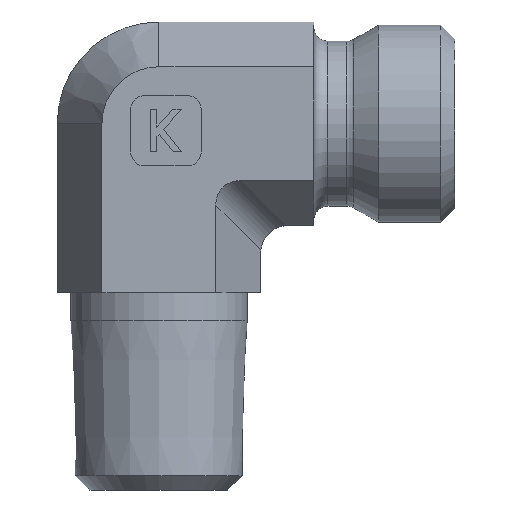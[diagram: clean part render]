
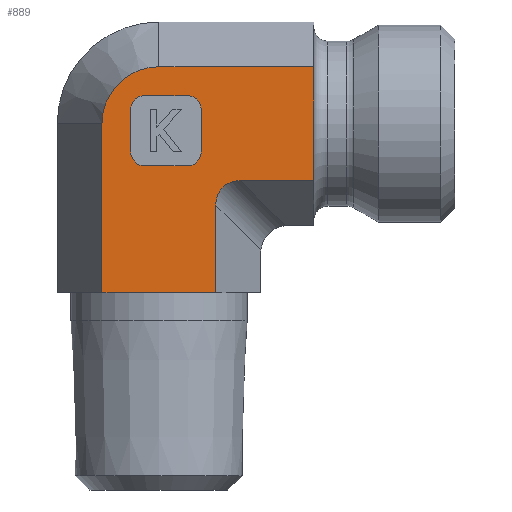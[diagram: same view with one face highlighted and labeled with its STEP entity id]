
A CAD part, left-side view. The second image highlights one B-rep face of the part: STEP entity #889.
In plain terms, the highlighted planar face has unit normal (-1, 0, 0).
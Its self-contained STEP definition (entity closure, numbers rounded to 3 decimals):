
#685=CARTESIAN_POINT('',(-26.485,-1.456,7.959));
#686=VERTEX_POINT('',#685);
#687=CARTESIAN_POINT('',(-26.485,-1.456,16.041));
#688=VERTEX_POINT('',#687);
#689=CARTESIAN_POINT('',(-26.485,-1.456,7.959));
#690=DIRECTION('',(0.0,0.0,1.0));
#691=VECTOR('',#690,8.083);
#692=LINE('',#689,#691);
#693=EDGE_CURVE('',#686,#688,#692,.T.);
#755=CARTESIAN_POINT('',(-26.485,5.502,0.0));
#756=DIRECTION('',(-1.0,0.0,0.0));
#757=DIRECTION('',(0.0,0.0,1.0));
#758=AXIS2_PLACEMENT_3D('',#755,#756,#757);
#759=PLANE('',#758);
#760=ORIENTED_EDGE('',*,*,#693,.T.);
#761=CARTESIAN_POINT('',(-26.485,9.544,16.041));
#762=VERTEX_POINT('',#761);
#763=CARTESIAN_POINT('',(-26.485,9.544,16.041));
#764=DIRECTION('',(0.0,-1.0,0.0));
#765=VECTOR('',#764,11.0);
#766=LINE('',#763,#765);
#767=EDGE_CURVE('',#762,#688,#766,.T.);
#768=ORIENTED_EDGE('',*,*,#767,.F.);
#769=CARTESIAN_POINT('',(-26.485,13.585,12.));
#770=VERTEX_POINT('',#769);
#771=CARTESIAN_POINT('',(-26.485,9.544,12.));
#772=DIRECTION('',(-1.0,0.0,0.0));
#773=DIRECTION('',(0.0,0.0,1.0));
#774=AXIS2_PLACEMENT_3D('',#771,#772,#773);
#775=CIRCLE('',#774,4.041);
#776=EDGE_CURVE('',#762,#770,#775,.T.);
#777=ORIENTED_EDGE('',*,*,#776,.T.);
#778=CARTESIAN_POINT('',(-26.485,13.585,0.0));
#779=VERTEX_POINT('',#778);
#780=CARTESIAN_POINT('',(-26.485,13.585,0.0));
#781=DIRECTION('',(0.0,0.0,1.0));
#782=VECTOR('',#781,12.);
#783=LINE('',#780,#782);
#784=EDGE_CURVE('',#779,#770,#783,.T.);
#785=ORIENTED_EDGE('',*,*,#784,.F.);
#786=CARTESIAN_POINT('',(-26.485,5.502,0.0));
#787=VERTEX_POINT('',#786);
#788=CARTESIAN_POINT('',(-26.485,13.585,0.0));
#789=DIRECTION('',(0.0,-1.0,0.0));
#790=VECTOR('',#789,8.083);
#791=LINE('',#788,#790);
#792=EDGE_CURVE('',#779,#787,#791,.T.);
#793=ORIENTED_EDGE('',*,*,#792,.T.);
#794=CARTESIAN_POINT('',(-26.485,5.502,6.226));
#795=VERTEX_POINT('',#794);
#796=CARTESIAN_POINT('',(-26.485,5.502,0.0));
#797=DIRECTION('',(0.0,0.0,1.0));
#798=VECTOR('',#797,6.226);
#799=LINE('',#796,#798);
#800=EDGE_CURVE('',#787,#795,#799,.T.);
#801=ORIENTED_EDGE('',*,*,#800,.T.);
#802=CARTESIAN_POINT('',(-26.485,3.77,7.959));
#803=VERTEX_POINT('',#802);
#804=CARTESIAN_POINT('',(-26.485,3.193,5.649));
#805=DIRECTION('',(-1.0,0.0,0.0));
#806=DIRECTION('',(0.0,0.707,0.707));
#807=AXIS2_PLACEMENT_3D('',#804,#805,#806);
#808=ELLIPSE('',#807,2.582,2.0);
#809=EDGE_CURVE('',#803,#795,#808,.T.);
#810=ORIENTED_EDGE('',*,*,#809,.F.);
#811=CARTESIAN_POINT('',(-26.485,3.77,7.959));
#812=DIRECTION('',(0.0,-1.0,0.0));
#813=VECTOR('',#812,5.226);
#814=LINE('',#811,#813);
#815=EDGE_CURVE('',#803,#686,#814,.T.);
#816=ORIENTED_EDGE('',*,*,#815,.T.);
#817=EDGE_LOOP('',(#760,#768,#777,#785,#793,#801,#810,#816));
#818=FACE_OUTER_BOUND('',#817,.T.);
#819=CARTESIAN_POINT('',(-26.485,7.544,9.));
#820=VERTEX_POINT('',#819);
#821=CARTESIAN_POINT('',(-26.485,10.544,9.));
#822=VERTEX_POINT('',#821);
#823=CARTESIAN_POINT('',(-26.485,7.544,9.));
#824=DIRECTION('',(0.0,1.0,0.0));
#825=VECTOR('',#824,3.);
#826=LINE('',#823,#825);
#827=EDGE_CURVE('',#820,#822,#826,.T.);
#828=ORIENTED_EDGE('',*,*,#827,.T.);
#829=CARTESIAN_POINT('',(-26.485,11.544,10.));
#830=VERTEX_POINT('',#829);
#831=CARTESIAN_POINT('',(-26.485,10.544,10.));
#832=DIRECTION('',(-1.0,0.0,0.0));
#833=DIRECTION('',(0.0,0.707,-0.707));
#834=AXIS2_PLACEMENT_3D('',#831,#832,#833);
#835=CIRCLE('',#834,1.0);
#836=EDGE_CURVE('',#830,#822,#835,.T.);
#837=ORIENTED_EDGE('',*,*,#836,.F.);
#838=CARTESIAN_POINT('',(-26.485,11.544,13.));
#839=VERTEX_POINT('',#838);
#840=CARTESIAN_POINT('',(-26.485,11.544,10.));
#841=DIRECTION('',(0.0,0.0,1.0));
#842=VECTOR('',#841,3.);
#843=LINE('',#840,#842);
#844=EDGE_CURVE('',#830,#839,#843,.T.);
#845=ORIENTED_EDGE('',*,*,#844,.T.);
#846=CARTESIAN_POINT('',(-26.485,10.544,14.));
#847=VERTEX_POINT('',#846);
#848=CARTESIAN_POINT('',(-26.485,10.544,13.));
#849=DIRECTION('',(-1.0,0.0,0.0));
#850=DIRECTION('',(0.0,0.707,0.707));
#851=AXIS2_PLACEMENT_3D('',#848,#849,#850);
#852=CIRCLE('',#851,1.0);
#853=EDGE_CURVE('',#847,#839,#852,.T.);
#854=ORIENTED_EDGE('',*,*,#853,.F.);
#855=CARTESIAN_POINT('',(-26.485,7.544,14.));
#856=VERTEX_POINT('',#855);
#857=CARTESIAN_POINT('',(-26.485,10.544,14.));
#858=DIRECTION('',(0.0,-1.0,0.0));
#859=VECTOR('',#858,3.);
#860=LINE('',#857,#859);
#861=EDGE_CURVE('',#847,#856,#860,.T.);
#862=ORIENTED_EDGE('',*,*,#861,.T.);
#863=CARTESIAN_POINT('',(-26.485,6.544,13.));
#864=VERTEX_POINT('',#863);
#865=CARTESIAN_POINT('',(-26.485,7.544,13.));
#866=DIRECTION('',(-1.0,0.0,0.0));
#867=DIRECTION('',(0.0,-0.707,0.707));
#868=AXIS2_PLACEMENT_3D('',#865,#866,#867);
#869=CIRCLE('',#868,1.0);
#870=EDGE_CURVE('',#864,#856,#869,.T.);
#871=ORIENTED_EDGE('',*,*,#870,.F.);
#872=CARTESIAN_POINT('',(-26.485,6.544,10.));
#873=VERTEX_POINT('',#872);
#874=CARTESIAN_POINT('',(-26.485,6.544,13.));
#875=DIRECTION('',(0.0,0.0,-1.0));
#876=VECTOR('',#875,3.0);
#877=LINE('',#874,#876);
#878=EDGE_CURVE('',#864,#873,#877,.T.);
#879=ORIENTED_EDGE('',*,*,#878,.T.);
#880=CARTESIAN_POINT('',(-26.485,7.544,10.));
#881=DIRECTION('',(-1.0,0.0,0.0));
#882=DIRECTION('',(0.0,-0.707,-0.707));
#883=AXIS2_PLACEMENT_3D('',#880,#881,#882);
#884=CIRCLE('',#883,1.0);
#885=EDGE_CURVE('',#820,#873,#884,.T.);
#886=ORIENTED_EDGE('',*,*,#885,.F.);
#887=EDGE_LOOP('',(#828,#837,#845,#854,#862,#871,#879,#886));
#888=FACE_BOUND('',#887,.T.);
#889=ADVANCED_FACE('',(#818,#888),#759,.T.);
